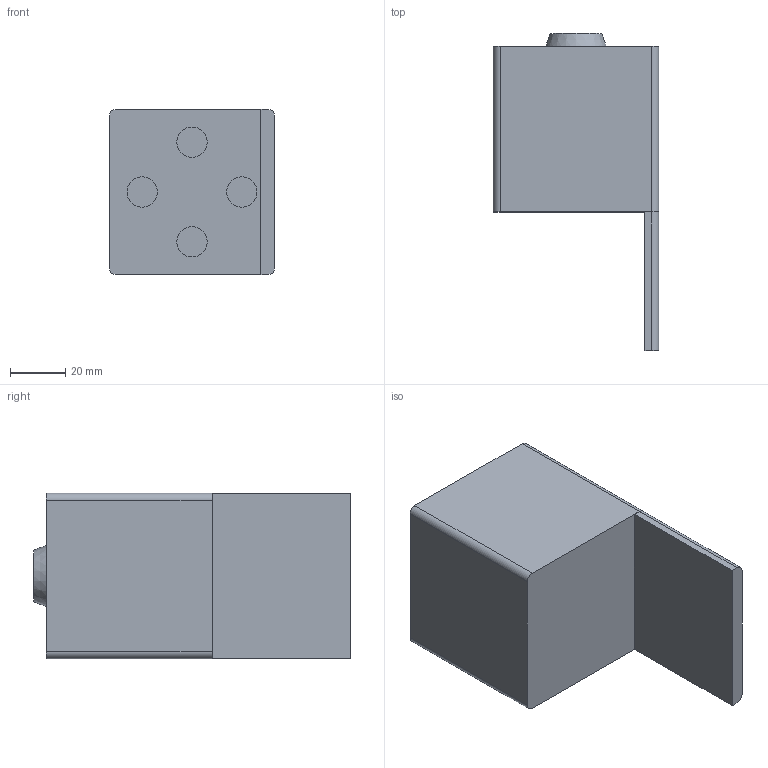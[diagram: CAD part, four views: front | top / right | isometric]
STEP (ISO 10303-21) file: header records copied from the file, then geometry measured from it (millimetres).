
FILE_DESCRIPTION(/* description */ ('STEP AP242','CAx-IF Rec.Pracs.---Representation and Presentation of Product Manufacturing Information (PMI)---4.0---2014-10-13','CAx-IF Rec.Pracs.---3D Tessellated Geometry---0.4---2014-09-14','2;1'),/* implementation_level */ '2;1');
FILE_NAME(/* name */ '686203f90d7b32586acbcac2',/* time_stamp */ '2025-06-30T03:26:49Z',/* author */ (''),/* organization */ (''),/* preprocessor_version */ 'ST-DEVELOPER v20',/* originating_system */ 'ONSHAPE BY PTC INC, 1.200',/* authorisation */ ' ');
FILE_SCHEMA (('AP242_MANAGED_MODEL_BASED_3D_ENGINEERING_MIM_LF { 1 0 10303 442 1 1 4 }'));
Length unit declared in the file: metre
Products named in the file (9): Assembly 1; Part 1; CKL12BFW01 <1>; CKL-term_hold; AT019; CKL-terminal; CKL2BF-body
Assembly tree (8 placements, depth 3):
  Assembly 1
    Part 1
    Part 1
    Part 1
    CKL12BFW01 <1>
      CKL-term_hold
      AT019
      CKL-terminal
      CKL2BF-body
Bounding box: 59.8 x 114.59 x 59.8 mm (x, y, z)
Volume: 109765 mm3; surface area: 52641.8 mm2
Topology: 7 solids, 15 shells, 295 faces, 712 edges, 447 vertices
Faces by surface type: plane 182, cylinder 83, cone 12, torus 10, bspline 4, sphere 4
Full cylindrical faces by diameter (mm): 10.16 x1, 11 x8, 15.773 x1, 16.789 x1, 17.917 x1, 21.996 x1
Entity records: 8685 total; most frequent: CARTESIAN_POINT 1586, DIRECTION 1482, ORIENTED_EDGE 1360, EDGE_CURVE 680, AXIS2_PLACEMENT_3D 522, VERTEX_POINT 444, LINE 438, VECTOR 438
